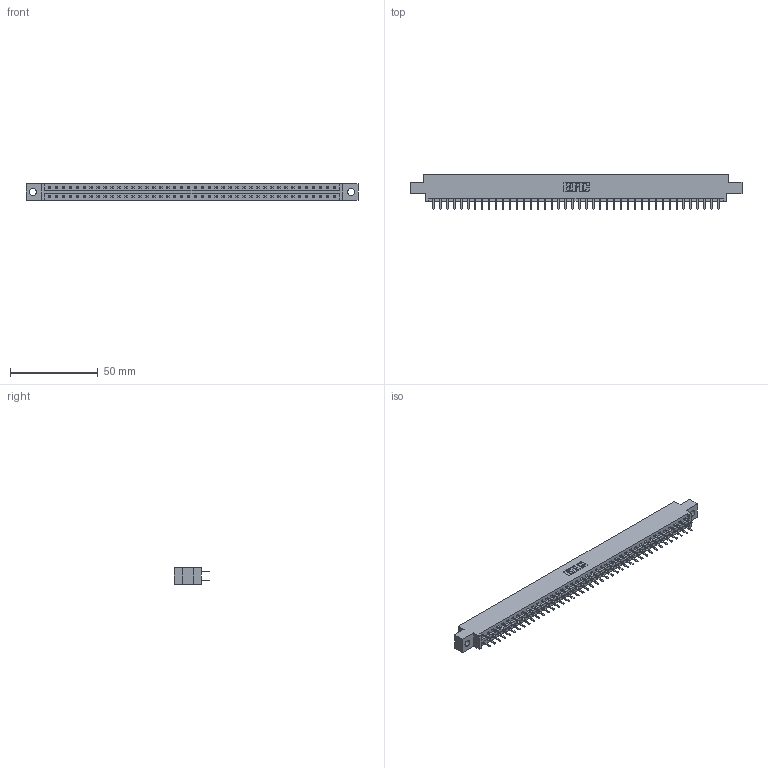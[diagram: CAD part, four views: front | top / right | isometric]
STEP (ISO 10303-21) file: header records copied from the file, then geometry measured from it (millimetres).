
FILE_DESCRIPTION (( 'STEP AP203' ), '1' );
FILE_NAME ('387-084-520-804.STEP', '2019-10-23T00:50:10', ( '' ), ( '' ), 'SwSTEP 2.0', 'SolidWorks 2016', '' );
FILE_SCHEMA (( 'CONFIG_CONTROL_DESIGN' ));
Length unit declared in the file: inch
Products named in the file (3): 337 Part_0.170 Offset - 0.156 Dia-TH; 387-084-520-804; 345-292-001_345-293-120
Assembly tree (85 placements, depth 2):
  387-084-520-804
    337 Part_0.170 Offset - 0.156 Dia-TH
    345-292-001_345-293-120  x84
Bounding box: 189.43 x 20.02 x 9.4 mm (x, y, z)
Volume: 19721.7 mm3; surface area: 22095.3 mm2
Topology: 85 solids, 85 shells, 4990 faces, 14519 edges, 9454 vertices
Faces by surface type: plane 3434, cylinder 1556
Entity records: 32813 total; most frequent: CARTESIAN_POINT 5542, ORIENTED_EDGE 5466, DIRECTION 4701, EDGE_CURVE 2733, VECTOR 2601, LINE 2601, VERTEX_POINT 1818, AXIS2_PLACEMENT_3D 1050
